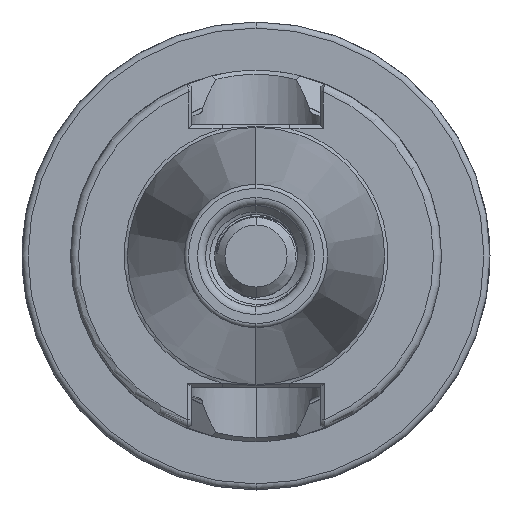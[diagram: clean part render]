
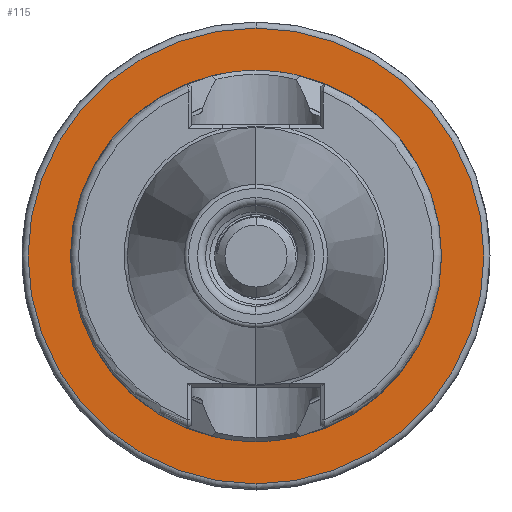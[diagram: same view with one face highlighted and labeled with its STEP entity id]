
A CAD part, left-side view. The second image highlights one B-rep face of the part: STEP entity #115.
In plain terms, the highlighted planar face has unit normal (-1, 0, 0).
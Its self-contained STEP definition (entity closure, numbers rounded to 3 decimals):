
#115 = ADVANCED_FACE ( 'NONE', ( #470, #472 ), #15444, .T. ) ;
#470 = FACE_OUTER_BOUND ( 'NONE', #3145, .T. ) ;
#472 = FACE_BOUND ( 'NONE', #26417, .T. ) ;
#1193 = ORIENTED_EDGE ( 'NONE', *, *, #3769, .T. ) ;
#1196 = ORIENTED_EDGE ( 'NONE', *, *, #1782, .T. ) ;
#1214 = ORIENTED_EDGE ( 'NONE', *, *, #3739, .T. ) ;
#1231 = ORIENTED_EDGE ( 'NONE', *, *, #1764, .T. ) ;
#1764 = EDGE_CURVE ( 'NONE', #2038, #1830, #16898, .T. ) ;
#1782 = EDGE_CURVE ( 'NONE', #1828, #5860, #15343, .T. ) ;
#1828 = VERTEX_POINT ( 'NONE', #17831 ) ;
#1830 = VERTEX_POINT ( 'NONE', #17848 ) ;
#2038 = VERTEX_POINT ( 'NONE', #18093 ) ;
#3145 = EDGE_LOOP ( 'NONE', ( #1214, #1196 ) ) ;
#3739 = EDGE_CURVE ( 'NONE', #5860, #1828, #5301, .T. ) ;
#3769 = EDGE_CURVE ( 'NONE', #1830, #2038, #5394, .T. ) ;
#4000 = AXIS2_PLACEMENT_3D ( 'NONE', #13749, #13751, #13752 ) ;
#4010 = AXIS2_PLACEMENT_3D ( 'NONE', #13957, #13918, #13933 ) ;
#5301 = CIRCLE ( 'NONE', #4000, 28.25 ) ;
#5394 = CIRCLE ( 'NONE', #4010, 22.75 ) ;
#5860 = VERTEX_POINT ( 'NONE', #6508 ) ;
#6508 = CARTESIAN_POINT ( 'NONE',  ( 21.1, 0., 28.25 ) ) ;
#13749 = CARTESIAN_POINT ( 'NONE',  ( 21.1, 0., 0. ) ) ;
#13751 = DIRECTION ( 'NONE',  ( -1., 0., 0. ) ) ;
#13752 = DIRECTION ( 'NONE',  ( 0., 0., 1. ) ) ;
#13918 = DIRECTION ( 'NONE',  ( 1., 0., 0. ) ) ;
#13933 = DIRECTION ( 'NONE',  ( 0., 0., 1. ) ) ;
#13957 = CARTESIAN_POINT ( 'NONE',  ( 21.1, 0., 0. ) ) ;
#15343 = CIRCLE ( 'NONE', #25932, 28.25 ) ;
#15420 = DIRECTION ( 'NONE',  ( 0., 0., 1. ) ) ;
#15436 = CARTESIAN_POINT ( 'NONE',  ( 21.1, 22., 0. ) ) ;
#15444 = PLANE ( 'NONE',  #26319 ) ;
#15455 = DIRECTION ( 'NONE',  ( -1., 0., 0. ) ) ;
#16898 = CIRCLE ( 'NONE', #25923, 22.75 ) ;
#17399 = DIRECTION ( 'NONE',  ( 0., 0., 1. ) ) ;
#17417 = DIRECTION ( 'NONE',  ( 1., 0., 0. ) ) ;
#17426 = CARTESIAN_POINT ( 'NONE',  ( 21.1, 0., 0. ) ) ;
#17502 = CARTESIAN_POINT ( 'NONE',  ( 21.1, 0., 0. ) ) ;
#17511 = DIRECTION ( 'NONE',  ( -1., 0., 0. ) ) ;
#17512 = DIRECTION ( 'NONE',  ( 0., 0., 1. ) ) ;
#17831 = CARTESIAN_POINT ( 'NONE',  ( 21.1, 0., -28.25 ) ) ;
#17848 = CARTESIAN_POINT ( 'NONE',  ( 21.1, 0., 22.75 ) ) ;
#18093 = CARTESIAN_POINT ( 'NONE',  ( 21.1, 0., -22.75 ) ) ;
#25923 = AXIS2_PLACEMENT_3D ( 'NONE', #17426, #17417, #17399 ) ;
#25932 = AXIS2_PLACEMENT_3D ( 'NONE', #17502, #17511, #17512 ) ;
#26319 = AXIS2_PLACEMENT_3D ( 'NONE', #15436, #15455, #15420 ) ;
#26417 = EDGE_LOOP ( 'NONE', ( #1193, #1231 ) ) ;
